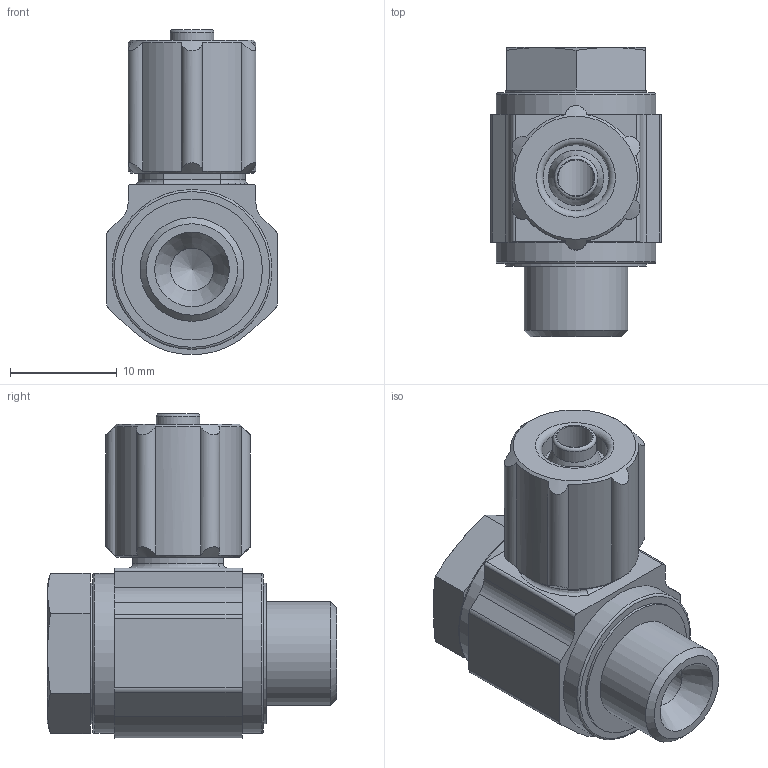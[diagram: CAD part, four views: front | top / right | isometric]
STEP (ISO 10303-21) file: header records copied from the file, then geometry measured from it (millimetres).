
FILE_DESCRIPTION(/* description */ ('STEP AP214'),/* implementation_level */ '2;1');
FILE_NAME(/* name */ '6259_LCK-1_8-PK-4-KU',/* time_stamp */ '2024-08-29T20:18:45+02:00',/* author */ ('License CC BY-ND 4.0'),/* organization */ ('CADENAS'),/* preprocessor_version */ 'ST-DEVELOPER v19.3',/* originating_system */ 'PARTsolutions',/* authorisation */ ' ');
FILE_SCHEMA (('AUTOMOTIVE_DESIGN {1 0 10303 214 3 1 1}'));
Length unit declared in the file: millimetre
Products named in the file (1): 6259 LCK-1/8-PK-4-KU
Bounding box: 16 x 27.1 x 30.47 mm (x, y, z)
Volume: 5549.7 mm3; surface area: 2819.8 mm2
Topology: 1 solids, 1 shells, 93 faces, 221 edges, 138 vertices
Faces by surface type: plane 40, cylinder 35, cone 12, torus 6
Full cylindrical faces by diameter (mm): 3.4 x1, 4 x1, 4.1 x1, 5.2 x1, 6.2 x1, 9.728 x1, 13.2 x2, 15 x2
Entity records: 2627 total; most frequent: CARTESIAN_POINT 577, DIRECTION 430, ORIENTED_EDGE 382, EDGE_CURVE 191, AXIS2_PLACEMENT_3D 174, VERTEX_POINT 130, FACE_BOUND 125, EDGE_LOOP 124
